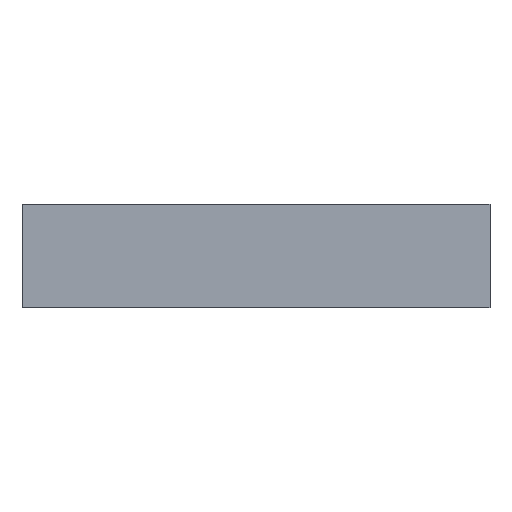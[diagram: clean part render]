
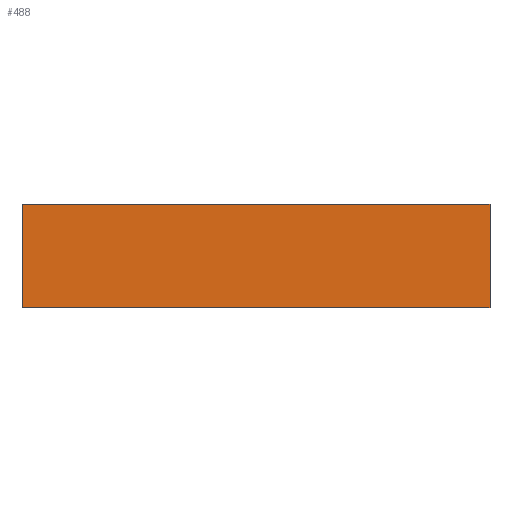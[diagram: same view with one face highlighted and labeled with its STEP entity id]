
A CAD part, front view. The second image highlights one B-rep face of the part: STEP entity #488.
In plain terms, the highlighted planar face has unit normal (0, -1, 0).
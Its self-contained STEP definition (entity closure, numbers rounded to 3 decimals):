
#4 = LINE ( 'NONE', #280, #757 ) ;
#41 = CARTESIAN_POINT ( 'NONE',  ( -34., -114., 0. ) ) ;
#46 = VECTOR ( 'NONE', #684, 1000. ) ;
#51 = VERTEX_POINT ( 'NONE', #752 ) ;
#97 = AXIS2_PLACEMENT_3D ( 'NONE', #741, #664, #222 ) ;
#130 = EDGE_CURVE ( 'NONE', #698, #919, #379, .T. ) ;
#183 = CARTESIAN_POINT ( 'NONE',  ( -34., -114., 15. ) ) ;
#213 = VECTOR ( 'NONE', #535, 1000. ) ;
#220 = ORIENTED_EDGE ( 'NONE', *, *, #130, .T. ) ;
#222 = DIRECTION ( 'NONE',  ( -1., 0., 0. ) ) ;
#238 = ORIENTED_EDGE ( 'NONE', *, *, #771, .F. ) ;
#280 = CARTESIAN_POINT ( 'NONE',  ( 34., -114., 15. ) ) ;
#352 = LINE ( 'NONE', #183, #827 ) ;
#354 = DIRECTION ( 'NONE',  ( 0., 0., -1. ) ) ;
#357 = PLANE ( 'NONE',  #97 ) ;
#360 = EDGE_CURVE ( 'NONE', #870, #698, #352, .T. ) ;
#378 = FACE_OUTER_BOUND ( 'NONE', #781, .T. ) ;
#379 = LINE ( 'NONE', #41, #46 ) ;
#396 = EDGE_CURVE ( 'NONE', #51, #919, #4, .T. ) ;
#478 = CARTESIAN_POINT ( 'NONE',  ( -34., -114., 15. ) ) ;
#488 = ADVANCED_FACE ( 'NONE', ( #378 ), #357, .F. ) ;
#535 = DIRECTION ( 'NONE',  ( 1., 0., 0. ) ) ;
#541 = ORIENTED_EDGE ( 'NONE', *, *, #396, .F. ) ;
#549 = CARTESIAN_POINT ( 'NONE',  ( -34., -114., 15. ) ) ;
#601 = CARTESIAN_POINT ( 'NONE',  ( -34., -114., 0. ) ) ;
#664 = DIRECTION ( 'NONE',  ( 0., 1., 0. ) ) ;
#684 = DIRECTION ( 'NONE',  ( 1., 0., 0. ) ) ;
#698 = VERTEX_POINT ( 'NONE', #601 ) ;
#741 = CARTESIAN_POINT ( 'NONE',  ( -34., -114., 15. ) ) ;
#752 = CARTESIAN_POINT ( 'NONE',  ( 34., -114., 15. ) ) ;
#757 = VECTOR ( 'NONE', #862, 1000. ) ;
#771 = EDGE_CURVE ( 'NONE', #870, #51, #841, .T. ) ;
#781 = EDGE_LOOP ( 'NONE', ( #220, #541, #238, #860 ) ) ;
#827 = VECTOR ( 'NONE', #354, 1000. ) ;
#841 = LINE ( 'NONE', #549, #213 ) ;
#860 = ORIENTED_EDGE ( 'NONE', *, *, #360, .T. ) ;
#862 = DIRECTION ( 'NONE',  ( 0., 0., -1. ) ) ;
#870 = VERTEX_POINT ( 'NONE', #478 ) ;
#874 = CARTESIAN_POINT ( 'NONE',  ( 34., -114., 0. ) ) ;
#919 = VERTEX_POINT ( 'NONE', #874 ) ;
